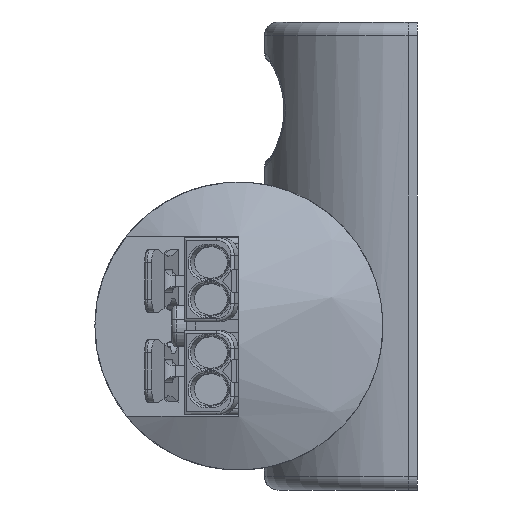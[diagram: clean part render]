
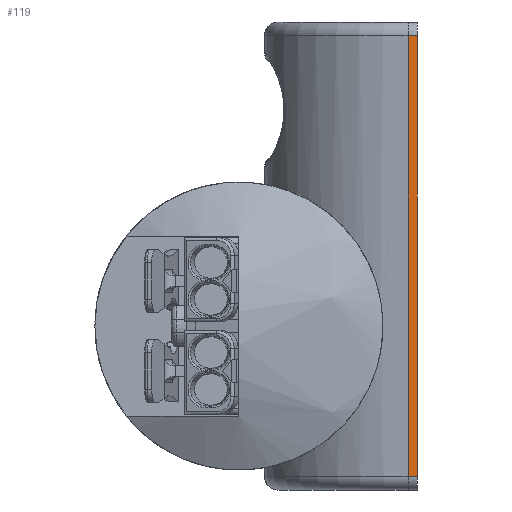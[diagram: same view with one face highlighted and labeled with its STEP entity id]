
A CAD part, left-side view. The second image highlights one B-rep face of the part: STEP entity #119.
In plain terms, the highlighted planar face has unit normal (-1, 0, 0).
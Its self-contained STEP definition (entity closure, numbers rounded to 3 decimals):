
#119=ADVANCED_FACE('',(#3008),#3010,.T.);
#3008=FACE_BOUND('',#3009,.T.);
#3009=EDGE_LOOP('',(#9623,#9624,#9625,#9626));
#3010=PLANE('',#3011);
#3011=AXIS2_PLACEMENT_3D('',#3012,#3013,#3014);
#3012=CARTESIAN_POINT('',(-140.424,-18.796,32.258));
#3013=DIRECTION('',(-1.,0.,0.));
#3014=DIRECTION('',(0.,0.,-1.));
#9623=ORIENTED_EDGE('',*,*,#11409,.F.);
#9624=ORIENTED_EDGE('',*,*,#11410,.F.);
#9625=ORIENTED_EDGE('',*,*,#11411,.F.);
#9626=ORIENTED_EDGE('',*,*,#11395,.T.);
#11395=EDGE_CURVE('',#12294,#12291,#12295,.F.);
#11409=EDGE_CURVE('',#12320,#12291,#12321,.T.);
#11410=EDGE_CURVE('',#12322,#12320,#12323,.T.);
#11411=EDGE_CURVE('',#12294,#12322,#12324,.T.);
#12291=VERTEX_POINT('',#13690);
#12294=VERTEX_POINT('',#13696);
#12295=LINE('',#13697,#13698);
#12320=VERTEX_POINT('',#14270);
#12321=LINE('',#14271,#14272);
#12322=VERTEX_POINT('',#14274);
#12323=LINE('',#14275,#14276);
#12324=LINE('',#14278,#14279);
#13690=CARTESIAN_POINT('',(-140.424,-18.796,-16.718));
#13696=CARTESIAN_POINT('',(-140.424,-18.796,32.258));
#13697=CARTESIAN_POINT('',(-140.424,-18.796,-16.718));
#13698=VECTOR('',#13699,1.);
#13699=DIRECTION('',(0.,0.,1.));
#14270=CARTESIAN_POINT('',(-140.424,-19.796,-16.718));
#14271=CARTESIAN_POINT('',(-140.424,-19.796,-16.718));
#14272=VECTOR('',#14273,1.);
#14273=DIRECTION('',(0.,1.,0.));
#14274=CARTESIAN_POINT('',(-140.424,-19.796,32.258));
#14275=CARTESIAN_POINT('',(-140.424,-19.796,32.258));
#14276=VECTOR('',#14277,1.);
#14277=DIRECTION('',(0.,0.,-1.));
#14278=CARTESIAN_POINT('',(-140.424,-18.796,32.258));
#14279=VECTOR('',#14280,1.);
#14280=DIRECTION('',(0.,-1.,0.));
